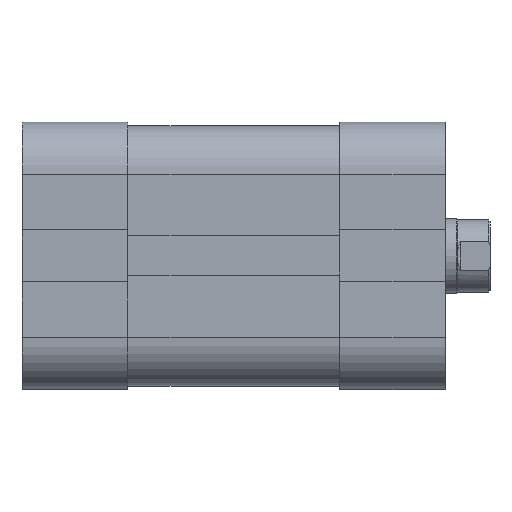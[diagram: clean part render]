
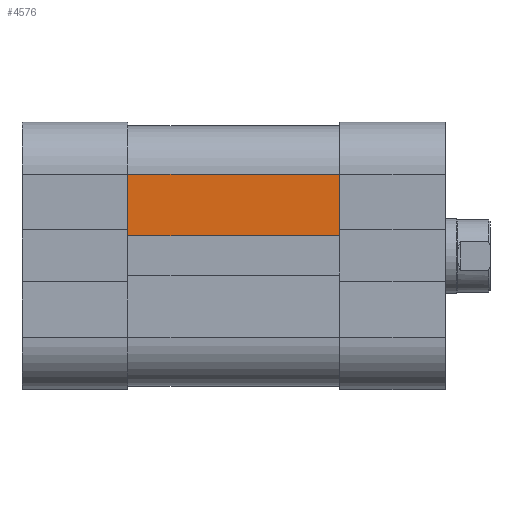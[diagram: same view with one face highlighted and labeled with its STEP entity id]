
A CAD part, top view. The second image highlights one B-rep face of the part: STEP entity #4576.
In plain terms, the highlighted face is planar.
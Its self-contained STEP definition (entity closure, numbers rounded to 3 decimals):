
#651 = AXIS2_PLACEMENT_3D ( 'NONE', #3217, #3223, #3224 ) ;
#926 = ORIENTED_EDGE ( 'NONE', *, *, #3964, .T. ) ;
#927 = ORIENTED_EDGE ( 'NONE', *, *, #3960, .F. ) ;
#928 = ORIENTED_EDGE ( 'NONE', *, *, #3962, .F. ) ;
#929 = ORIENTED_EDGE ( 'NONE', *, *, #3963, .T. ) ;
#1419 = LINE ( 'NONE', #5865, #1432 ) ;
#1420 = LINE ( 'NONE', #5863, #1430 ) ;
#1426 = LINE ( 'NONE', #5861, #1427 ) ;
#1427 = VECTOR ( 'NONE', #5862, 1000. ) ;
#1429 = LINE ( 'NONE', #5867, #1434 ) ;
#1430 = VECTOR ( 'NONE', #5866, 1000. ) ;
#1432 = VECTOR ( 'NONE', #5869, 1000. ) ;
#1434 = VECTOR ( 'NONE', #5871, 1000. ) ;
#1947 = EDGE_LOOP ( 'NONE', ( #929, #928, #927, #926 ) ) ;
#3042 = FACE_OUTER_BOUND ( 'NONE', #1947, .T. ) ;
#3214 = PLANE ( 'NONE',  #651 ) ;
#3217 = CARTESIAN_POINT ( 'NONE',  ( 6.5, 0., -28.5 ) ) ;
#3223 = DIRECTION ( 'NONE',  ( 0., -1., 0. ) ) ;
#3224 = DIRECTION ( 'NONE',  ( 0., 0., -1. ) ) ;
#3843 = VERTEX_POINT ( 'NONE', #5677 ) ;
#3860 = VERTEX_POINT ( 'NONE', #5694 ) ;
#3866 = VERTEX_POINT ( 'NONE', #5700 ) ;
#3884 = VERTEX_POINT ( 'NONE', #5718 ) ;
#3960 = EDGE_CURVE ( 'NONE', #3843, #3860, #1426, .T. ) ;
#3962 = EDGE_CURVE ( 'NONE', #3860, #3884, #1420, .T. ) ;
#3963 = EDGE_CURVE ( 'NONE', #3866, #3884, #1419, .T. ) ;
#3964 = EDGE_CURVE ( 'NONE', #3843, #3866, #1429, .T. ) ;
#4576 = ADVANCED_FACE ( 'NONE', ( #3042 ), #3214, .T. ) ;
#5677 = CARTESIAN_POINT ( 'NONE',  ( 6.5, 0., -28.5 ) ) ;
#5694 = CARTESIAN_POINT ( 'NONE',  ( 6.5, 0., 0. ) ) ;
#5700 = CARTESIAN_POINT ( 'NONE',  ( 14.8, 0., -28.5 ) ) ;
#5718 = CARTESIAN_POINT ( 'NONE',  ( 14.8, 0., 0. ) ) ;
#5861 = CARTESIAN_POINT ( 'NONE',  ( 6.5, 0., -28.5 ) ) ;
#5862 = DIRECTION ( 'NONE',  ( 0., 0., 1. ) ) ;
#5863 = CARTESIAN_POINT ( 'NONE',  ( 6.5, 0., 0. ) ) ;
#5865 = CARTESIAN_POINT ( 'NONE',  ( 14.8, 0., -28.5 ) ) ;
#5866 = DIRECTION ( 'NONE',  ( 1., 0., 0. ) ) ;
#5867 = CARTESIAN_POINT ( 'NONE',  ( 6.5, 0., -28.5 ) ) ;
#5869 = DIRECTION ( 'NONE',  ( 0., 0., 1. ) ) ;
#5871 = DIRECTION ( 'NONE',  ( 1., 0., 0. ) ) ;
